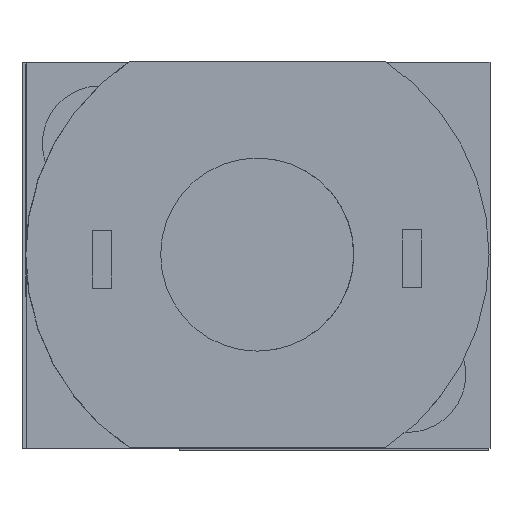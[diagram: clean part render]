
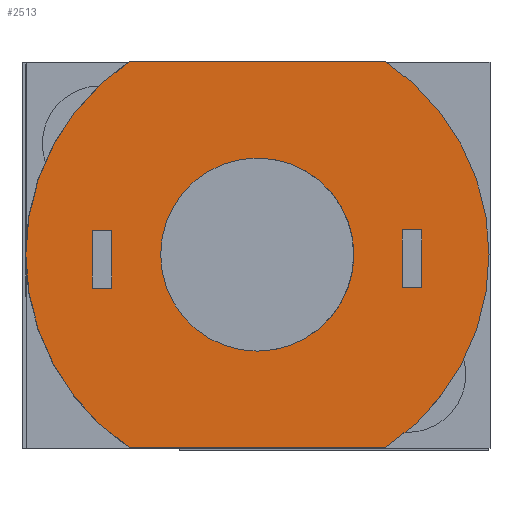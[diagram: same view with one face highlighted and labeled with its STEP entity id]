
A CAD part, front view. The second image highlights one B-rep face of the part: STEP entity #2513.
In plain terms, the highlighted planar face has unit normal (0, -1, 0).
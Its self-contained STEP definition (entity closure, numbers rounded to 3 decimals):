
#131=FACE_BOUND('',#586,.T.);
#216=PLANE('',#2744);
#407=FACE_OUTER_BOUND('',#585,.T.);
#585=EDGE_LOOP('',(#2341,#2342,#2343,#2344));
#586=EDGE_LOOP('',(#2345));
#808=LINE('',#8639,#1024);
#812=LINE('',#8649,#1028);
#1024=VECTOR('',#3355,10.);
#1028=VECTOR('',#3367,10.);
#1094=CIRCLE('',#2735,2.5);
#1096=CIRCLE('',#2738,6.);
#1098=CIRCLE('',#2742,6.);
#1320=VERTEX_POINT('',#8623);
#1323=VERTEX_POINT('',#8630);
#1324=VERTEX_POINT('',#8632);
#1326=VERTEX_POINT('',#8638);
#1328=VERTEX_POINT('',#8644);
#1658=EDGE_CURVE('',#1320,#1320,#1094,.T.);
#1661=EDGE_CURVE('',#1324,#1323,#1096,.T.);
#1664=EDGE_CURVE('',#1326,#1324,#808,.T.);
#1667=EDGE_CURVE('',#1328,#1326,#1098,.T.);
#1670=EDGE_CURVE('',#1323,#1328,#812,.T.);
#2341=ORIENTED_EDGE('',*,*,#1670,.T.);
#2342=ORIENTED_EDGE('',*,*,#1667,.T.);
#2343=ORIENTED_EDGE('',*,*,#1664,.T.);
#2344=ORIENTED_EDGE('',*,*,#1661,.T.);
#2345=ORIENTED_EDGE('',*,*,#1658,.T.);
#2513=ADVANCED_FACE('',(#407,#131),#216,.T.);
#2735=AXIS2_PLACEMENT_3D('',#8625,#3342,#3343);
#2738=AXIS2_PLACEMENT_3D('',#8633,#3349,#3350);
#2742=AXIS2_PLACEMENT_3D('',#8645,#3361,#3362);
#2744=AXIS2_PLACEMENT_3D('',#8650,#3368,#3369);
#3342=DIRECTION('center_axis',(0.,1.,0.));
#3343=DIRECTION('ref_axis',(0.,0.,
1.));
#3349=DIRECTION('center_axis',(0.,-1.,0.));
#3350=DIRECTION('ref_axis',(0.,0.,
1.));
#3355=DIRECTION('',(-1.,0.,0.));
#3361=DIRECTION('center_axis',(0.,-1.,0.));
#3362=DIRECTION('ref_axis',(0.,0.,
1.));
#3367=DIRECTION('',(1.,0.,0.));
#3368=DIRECTION('center_axis',(0.,-1.,0.));
#3369=DIRECTION('ref_axis',(0.,0.,
1.));
#8623=CARTESIAN_POINT('',(6.099,-15.,-7.466));
#8625=CARTESIAN_POINT('Origin',(6.099,-15.,-4.966));
#8630=CARTESIAN_POINT('',(2.782,-15.,-9.966));
#8632=CARTESIAN_POINT('',(2.782,-15.,0.034));
#8633=CARTESIAN_POINT('Origin',(6.099,-15.,-4.966));
#8638=CARTESIAN_POINT('',(9.415,-15.,0.034));
#8639=CARTESIAN_POINT('',(6.099,-15.,0.034));
#8644=CARTESIAN_POINT('',(9.415,-15.,-9.966));
#8645=CARTESIAN_POINT('Origin',(6.099,-15.,-4.966));
#8649=CARTESIAN_POINT('',(6.099,-15.,-9.966));
#8650=CARTESIAN_POINT('Origin',(6.099,-15.,-4.966));
